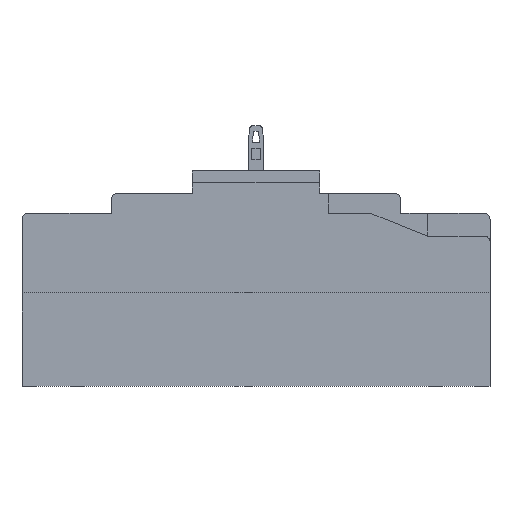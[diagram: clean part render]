
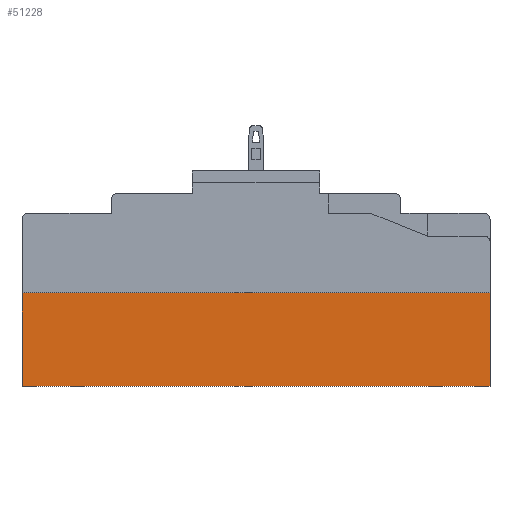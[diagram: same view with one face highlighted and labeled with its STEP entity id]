
A CAD part, front view. The second image highlights one B-rep face of the part: STEP entity #51228.
In plain terms, the highlighted planar face has unit normal (0, -1, 0).
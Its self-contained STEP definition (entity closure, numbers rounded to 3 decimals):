
#46972=DIRECTION('',(1.,0.,0.));
#46973=VECTOR('',#46972,164.98);
#46974=CARTESIAN_POINT('',(-82.49,-140.,0.));
#46975=LINE('',#46974,#46973);
#48206=DIRECTION('',(1.,0.,0.));
#48207=VECTOR('',#48206,164.98);
#48208=CARTESIAN_POINT('',(-82.49,-140.,33.));
#48209=LINE('',#48208,#48207);
#48213=DIRECTION('',(0.,0.,-1.));
#48214=VECTOR('',#48213,33.);
#48215=CARTESIAN_POINT('',(82.49,-140.,33.));
#48216=LINE('',#48215,#48214);
#48227=DIRECTION('',(0.,0.,-1.));
#48228=VECTOR('',#48227,33.);
#48229=CARTESIAN_POINT('',(-82.49,-140.,33.));
#48230=LINE('',#48229,#48228);
#49383=CARTESIAN_POINT('',(-82.49,-140.,0.));
#49384=VERTEX_POINT('',#49383);
#49385=CARTESIAN_POINT('',(82.49,-140.,0.));
#49386=VERTEX_POINT('',#49385);
#49495=CARTESIAN_POINT('',(82.49,-140.,33.));
#49496=VERTEX_POINT('',#49495);
#49497=CARTESIAN_POINT('',(-82.49,-140.,33.));
#49498=VERTEX_POINT('',#49497);
#51216=CARTESIAN_POINT('',(82.49,-140.,0.));
#51217=DIRECTION('',(0.,-1.,0.));
#51218=DIRECTION('',(-1.,0.,0.));
#51219=AXIS2_PLACEMENT_3D('',#51216,#51217,#51218);
#51220=PLANE('',#51219);
#51221=ORIENTED_EDGE('',*,*,#50021,.T.);
#51222=ORIENTED_EDGE('',*,*,#51138,.T.);
#51223=ORIENTED_EDGE('',*,*,#49852,.F.);
#51225=ORIENTED_EDGE('',*,*,#51224,.F.);
#51226=EDGE_LOOP('',(#51221,#51222,#51223,#51225));
#51227=FACE_OUTER_BOUND('',#51226,.F.);
#49852=EDGE_CURVE('',#49384,#49386,#46975,.T.);
#50021=EDGE_CURVE('',#49498,#49496,#48209,.T.);
#51138=EDGE_CURVE('',#49496,#49386,#48216,.T.);
#51224=EDGE_CURVE('',#49498,#49384,#48230,.T.);
#51228=ADVANCED_FACE('',(#51227),#51220,.T.);
